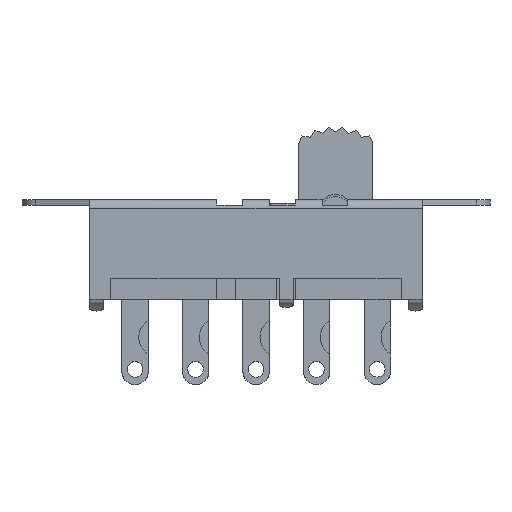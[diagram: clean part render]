
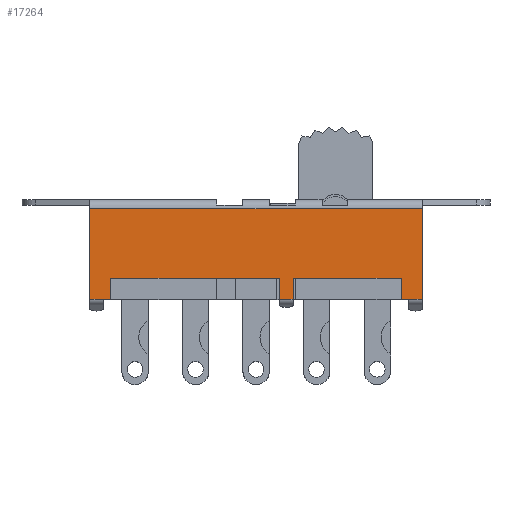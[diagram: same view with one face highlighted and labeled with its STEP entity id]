
A CAD part, top view. The second image highlights one B-rep face of the part: STEP entity #17264.
In plain terms, the highlighted planar face has unit normal (0, 0, 1).
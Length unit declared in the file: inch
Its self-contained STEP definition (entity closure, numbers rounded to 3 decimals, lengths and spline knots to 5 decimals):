
#1223=FACE_OUTER_BOUND('',#2042,.T.);
#2042=EDGE_LOOP('',(#12980,#12981,#12982,#12983,#12984,#12985,#12986,#12987,
#12988,#12989,#12990,#12991,#12992,#12993));
#3367=LINE('',#25906,#5331);
#3377=LINE('',#25964,#5341);
#3492=LINE('',#26267,#5456);
#3506=LINE('',#26302,#5470);
#3543=LINE('',#26377,#5507);
#3547=LINE('',#26385,#5511);
#3556=LINE('',#26402,#5520);
#3557=LINE('',#26405,#5521);
#3558=LINE('',#26407,#5522);
#3559=LINE('',#26408,#5523);
#3560=LINE('',#26410,#5524);
#3561=LINE('',#26412,#5525);
#3562=LINE('',#26413,#5526);
#3563=LINE('',#26414,#5527);
#5331=VECTOR('',#20943,0.3937);
#5341=VECTOR('',#20965,0.3937);
#5456=VECTOR('',#21260,0.3937);
#5470=VECTOR('',#21290,0.3937);
#5507=VECTOR('',#21361,0.3937);
#5511=VECTOR('',#21367,0.3937);
#5520=VECTOR('',#21382,0.3937);
#5521=VECTOR('',#21385,0.3937);
#5522=VECTOR('',#21386,0.3937);
#5523=VECTOR('',#21387,0.3937);
#5524=VECTOR('',#21388,0.3937);
#5525=VECTOR('',#21389,0.3937);
#5526=VECTOR('',#21390,0.3937);
#5527=VECTOR('',#21391,0.3937);
#7277=VERTEX_POINT('',#25903);
#7278=VERTEX_POINT('',#25905);
#7291=VERTEX_POINT('',#25961);
#7292=VERTEX_POINT('',#25963);
#7311=VERTEX_POINT('',#26007);
#7389=VERTEX_POINT('',#26264);
#7390=VERTEX_POINT('',#26266);
#7424=VERTEX_POINT('',#26375);
#7426=VERTEX_POINT('',#26382);
#7427=VERTEX_POINT('',#26384);
#7433=VERTEX_POINT('',#26404);
#7434=VERTEX_POINT('',#26406);
#7435=VERTEX_POINT('',#26409);
#7436=VERTEX_POINT('',#26411);
#9220=EDGE_CURVE('',#7278,#7277,#3367,.T.);
#9237=EDGE_CURVE('',#7292,#7291,#3377,.T.);
#9394=EDGE_CURVE('',#7390,#7389,#3492,.T.);
#9413=EDGE_CURVE('',#7292,#7389,#3506,.T.);
#9454=EDGE_CURVE('',#7424,#7291,#3543,.T.);
#9458=EDGE_CURVE('',#7427,#7426,#3547,.T.);
#9468=EDGE_CURVE('',#7427,#7277,#3556,.T.);
#9469=EDGE_CURVE('',#7424,#7433,#3557,.T.);
#9470=EDGE_CURVE('',#7433,#7434,#3558,.T.);
#9471=EDGE_CURVE('',#7434,#7278,#3559,.T.);
#9472=EDGE_CURVE('',#7426,#7435,#3560,.T.);
#9473=EDGE_CURVE('',#7435,#7436,#3561,.T.);
#9474=EDGE_CURVE('',#7436,#7311,#3562,.T.);
#9475=EDGE_CURVE('',#7390,#7311,#3563,.T.);
#12980=ORIENTED_EDGE('',*,*,#9413,.F.);
#12981=ORIENTED_EDGE('',*,*,#9237,.T.);
#12982=ORIENTED_EDGE('',*,*,#9454,.F.);
#12983=ORIENTED_EDGE('',*,*,#9469,.T.);
#12984=ORIENTED_EDGE('',*,*,#9470,.T.);
#12985=ORIENTED_EDGE('',*,*,#9471,.T.);
#12986=ORIENTED_EDGE('',*,*,#9220,.T.);
#12987=ORIENTED_EDGE('',*,*,#9468,.F.);
#12988=ORIENTED_EDGE('',*,*,#9458,.T.);
#12989=ORIENTED_EDGE('',*,*,#9472,.T.);
#12990=ORIENTED_EDGE('',*,*,#9473,.T.);
#12991=ORIENTED_EDGE('',*,*,#9474,.T.);
#12992=ORIENTED_EDGE('',*,*,#9475,.F.);
#12993=ORIENTED_EDGE('',*,*,#9394,.T.);
#15822=PLANE('',#18383);
#17264=ADVANCED_FACE('',(#1223),#15822,.T.);
#18383=AXIS2_PLACEMENT_3D('',#26403,#21383,#21384);
#20943=DIRECTION('',(0.,-1.,0.));
#20965=DIRECTION('',(0.,-1.,0.));
#21260=DIRECTION('',(0.,1.,0.));
#21290=DIRECTION('',(1.,0.,0.));
#21361=DIRECTION('',(-1.,0.,0.));
#21367=DIRECTION('',(0.,1.,0.));
#21382=DIRECTION('',(-1.,0.,0.));
#21383=DIRECTION('center_axis',(0.,0.,
1.));
#21384=DIRECTION('ref_axis',(1.,0.,0.));
#21385=DIRECTION('',(1.,0.,0.));
#21386=DIRECTION('',(0.,1.,0.));
#21387=DIRECTION('',(1.,0.,0.));
#21388=DIRECTION('',(1.,0.,0.));
#21389=DIRECTION('',(0.,-1.,0.));
#21390=DIRECTION('',(1.,0.,0.));
#21391=DIRECTION('',(-1.,0.,0.));
#25903=CARTESIAN_POINT('',(0.069,-0.07989,-0.24649));
#25905=CARTESIAN_POINT('',(0.069,-0.01789,-0.24649));
#25906=CARTESIAN_POINT('',(0.069,-0.12889,-0.24649));
#25961=CARTESIAN_POINT('',(-0.489,-0.07989,-0.24649));
#25963=CARTESIAN_POINT('',(-0.489,0.18711,-0.24649));
#25964=CARTESIAN_POINT('',(-0.489,0.21311,-0.24649));
#26007=CARTESIAN_POINT('',(0.449,-0.07989,-0.24649));
#26264=CARTESIAN_POINT('',(0.489,0.18711,-0.24649));
#26266=CARTESIAN_POINT('',(0.489,-0.07989,-0.24649));
#26267=CARTESIAN_POINT('',(0.489,0.21311,-0.24649));
#26302=CARTESIAN_POINT('',(0.,0.18711,-0.24649));
#26375=CARTESIAN_POINT('',(-0.449,-0.07989,-0.24649));
#26377=CARTESIAN_POINT('',(0.,-0.07989,-0.24649));
#26382=CARTESIAN_POINT('',(0.109,-0.01789,-0.24649));
#26384=CARTESIAN_POINT('',(0.109,-0.07989,-0.24649));
#26385=CARTESIAN_POINT('',(0.109,-0.08139,-0.24649));
#26402=CARTESIAN_POINT('',(0.,-0.07989,-0.24649));
#26403=CARTESIAN_POINT('Origin',(0.,-0.14489,
-0.24649));
#26404=CARTESIAN_POINT('',(-0.429,-0.07989,-0.24649));
#26405=CARTESIAN_POINT('',(-0.2145,-0.07989,-0.24649));
#26406=CARTESIAN_POINT('',(-0.429,-0.01789,-0.24649));
#26407=CARTESIAN_POINT('',(-0.429,-0.08139,-0.24649));
#26408=CARTESIAN_POINT('',(0.0345,-0.01789,-0.24649));
#26409=CARTESIAN_POINT('',(0.429,-0.01789,-0.24649));
#26410=CARTESIAN_POINT('',(0.2145,-0.01789,-0.24649));
#26411=CARTESIAN_POINT('',(0.429,-0.07989,-0.24649));
#26412=CARTESIAN_POINT('',(0.429,-0.11239,-0.24649));
#26413=CARTESIAN_POINT('',(0.2245,-0.07989,-0.24649));
#26414=CARTESIAN_POINT('',(0.,-0.07989,-0.24649));
